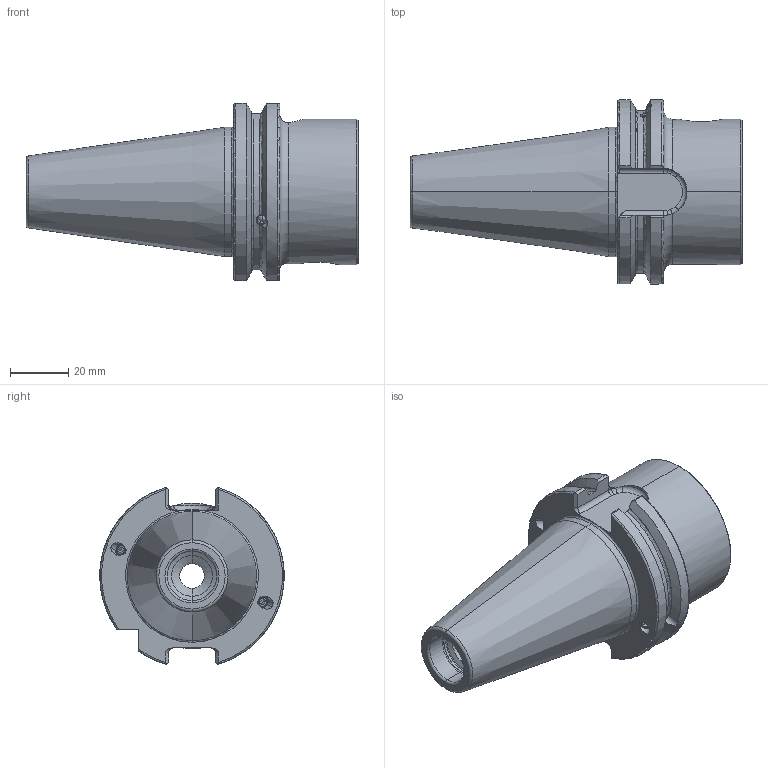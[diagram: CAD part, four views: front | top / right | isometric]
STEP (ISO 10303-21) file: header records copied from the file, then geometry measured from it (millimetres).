
FILE_DESCRIPTION (( 'STEP AP203' ), '1' );
FILE_NAME ('A14.440.050.046.STEP', '2024-08-27T07:15:07', ( '' ), ( '' ), 'SwSTEP 2.0', 'SolidWorks 2022', '' );
FILE_SCHEMA (( 'CONFIG_CONTROL_DESIGN' ));
Length unit declared in the file: millimetre
Products named in the file (5): SB4-WH5.K01.046_C_mit Bundkühlung; KVT_MB_600_040; WH5-ER1.001.017; ISO 4026 - M4 x 3_PreviewCfg; A14.440.050.046
Assembly tree (7 placements, depth 2):
  A14.440.050.046
    SB4-WH5.K01.046_C_mit Bundkühlung
    WH5-ER1.001.017  x2
    ISO 4026 - M4 x 3_PreviewCfg  x2
    KVT_MB_600_040  x2
Bounding box: 114.25 x 63.5 x 60.94 mm (x, y, z)
Volume: 138739.2 mm3; surface area: 29190.5 mm2
Topology: 9 solids, 9 shells, 323 faces, 783 edges, 463 vertices
Faces by surface type: cone 100, cylinder 88, plane 86, torus 41, bspline 4, sphere 4
Entity records: 8758 total; most frequent: CARTESIAN_POINT 2421, ORIENTED_EDGE 1226, DIRECTION 1206, EDGE_CURVE 613, AXIS2_PLACEMENT_3D 482, VERTEX_POINT 369, EDGE_LOOP 260, ADVANCED_FACE 248
